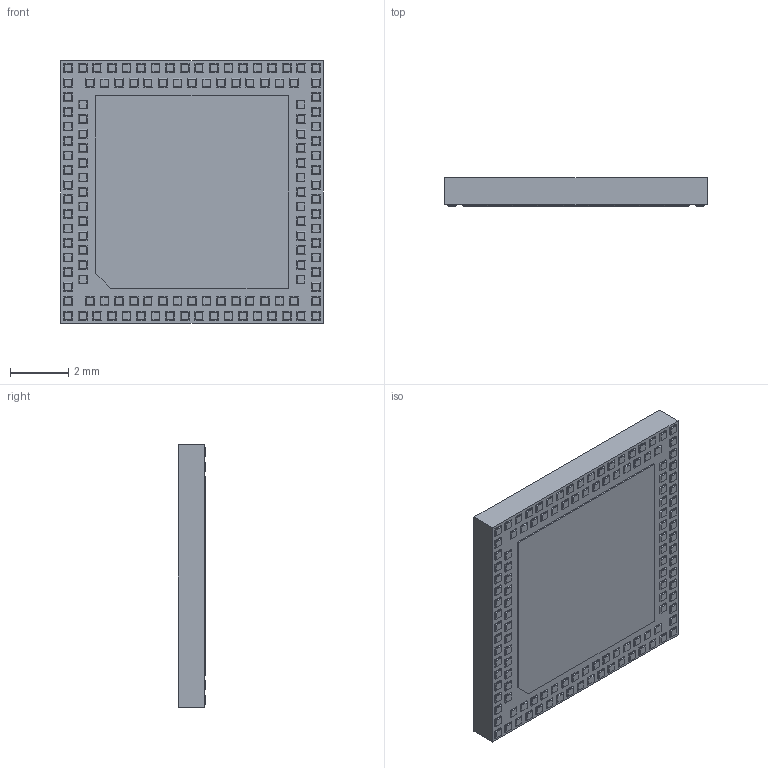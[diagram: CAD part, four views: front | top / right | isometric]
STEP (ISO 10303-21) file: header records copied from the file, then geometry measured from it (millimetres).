
FILE_DESCRIPTION (( 'STEP AP214' ), '1' );
FILE_NAME ('User Library-VTLA.STEP', '2018-02-09T16:40:15', ( '' ), ( '' ), 'SwSTEP 2.0', 'SolidWorks 2018', '' );
FILE_SCHEMA (( 'AUTOMOTIVE_DESIGN' ));
Length unit declared in the file: millimetre
Products named in the file (1): User Library-VTLA
Bounding box: 9 x 0.95 x 9 mm (x, y, z)
Volume: 75.6 mm3; surface area: 201 mm2
Topology: 1 solids, 1 shells, 1131 faces, 2513 edges, 1510 vertices
Faces by surface type: plane 1129, cylinder 2
Entity records: 30056 total; most frequent: CARTESIAN_POINT 5155, ORIENTED_EDGE 5026, DIRECTION 4781, EDGE_CURVE 2513, VECTOR 2509, LINE 2509, VERTEX_POINT 1510, EDGE_LOOP 1257
